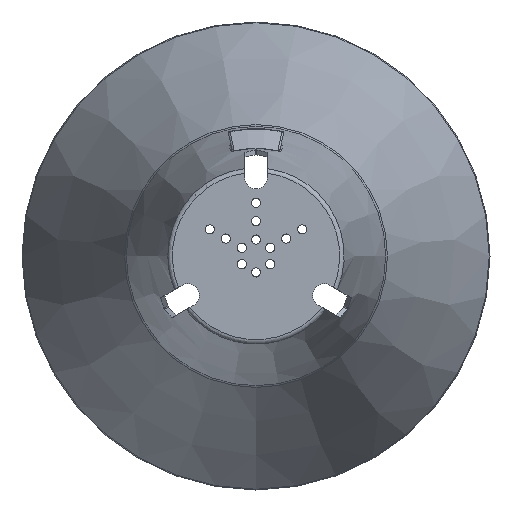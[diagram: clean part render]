
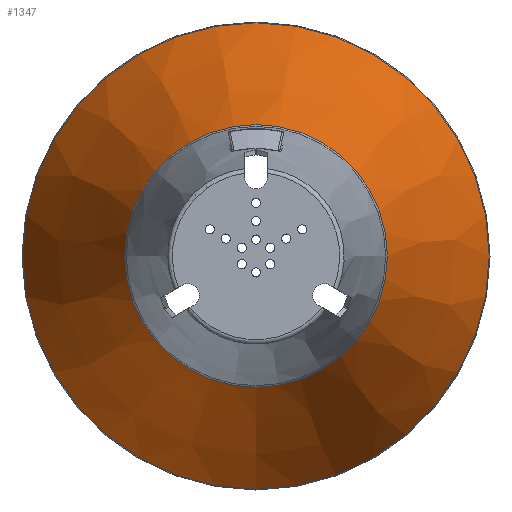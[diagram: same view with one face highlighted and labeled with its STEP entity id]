
A CAD part, front view. The second image highlights one B-rep face of the part: STEP entity #1347.
In plain terms, the highlighted conical face has half-angle 23.444 degrees and reference radius 39.525 mm.
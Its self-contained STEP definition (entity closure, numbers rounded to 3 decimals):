
#166=LINE('',#2019,#228);
#228=VECTOR('',#1623,39.525);
#290=CONICAL_SURFACE('',#1443,39.525,0.409);
#296=FACE_OUTER_BOUND('',#373,.T.);
#373=EDGE_LOOP('',(#915,#916,#917,#918,#919));
#475=CIRCLE('',#1438,28.53);
#479=CIRCLE('',#1442,28.53);
#480=CIRCLE('',#1444,50.635);
#562=VERTEX_POINT('',#2007);
#563=VERTEX_POINT('',#2008);
#566=VERTEX_POINT('',#2017);
#696=EDGE_CURVE('',#562,#563,#475,.T.);
#700=EDGE_CURVE('',#563,#562,#479,.T.);
#701=EDGE_CURVE('',#566,#566,#480,.T.);
#702=EDGE_CURVE('',#566,#562,#166,.T.);
#915=ORIENTED_EDGE('',*,*,#701,.F.);
#916=ORIENTED_EDGE('',*,*,#702,.T.);
#917=ORIENTED_EDGE('',*,*,#700,.F.);
#918=ORIENTED_EDGE('',*,*,#696,.F.);
#919=ORIENTED_EDGE('',*,*,#702,.F.);
#1347=ADVANCED_FACE('',(#296),#290,.T.);
#1438=AXIS2_PLACEMENT_3D('',#2009,#1609,#1610);
#1442=AXIS2_PLACEMENT_3D('',#2015,#1617,#1618);
#1443=AXIS2_PLACEMENT_3D('',#2016,#1619,#1620);
#1444=AXIS2_PLACEMENT_3D('',#2018,#1621,#1622);
#1609=DIRECTION('center_axis',(0.,-1.,0.));
#1610=DIRECTION('ref_axis',(-1.,0.,0.));
#1617=DIRECTION('center_axis',(0.,-1.,0.));
#1618=DIRECTION('ref_axis',(-1.,0.,0.));
#1619=DIRECTION('center_axis',(0.,1.,0.));
#1620=DIRECTION('ref_axis',(0.,0.,1.));
#1621=DIRECTION('center_axis',(0.,1.,0.));
#1622=DIRECTION('ref_axis',(0.,0.,-1.));
#1623=DIRECTION('',(0.,-0.917,0.398));
#2007=CARTESIAN_POINT('',(0.,52.645,-28.53));
#2008=CARTESIAN_POINT('',(0.,52.645,28.53));
#2009=CARTESIAN_POINT('Origin',(0.,52.645,0.));
#2015=CARTESIAN_POINT('Origin',(0.,52.645,0.));
#2016=CARTESIAN_POINT('Origin',(0.,78.,0.));
#2017=CARTESIAN_POINT('',(0.,103.619,-50.635));
#2018=CARTESIAN_POINT('Origin',(0.,103.619,
0.));
#2019=CARTESIAN_POINT('',(0.,78.,-39.525));
